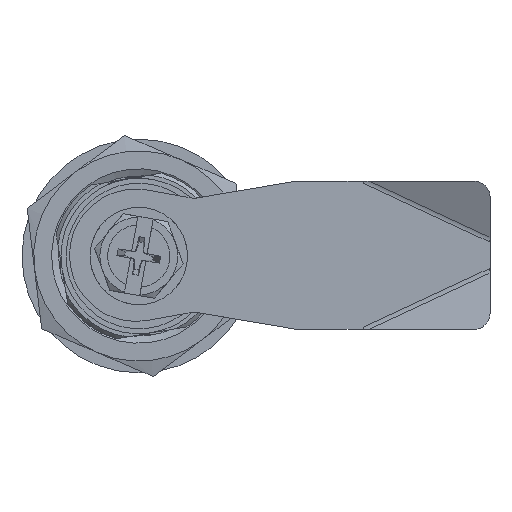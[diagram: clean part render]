
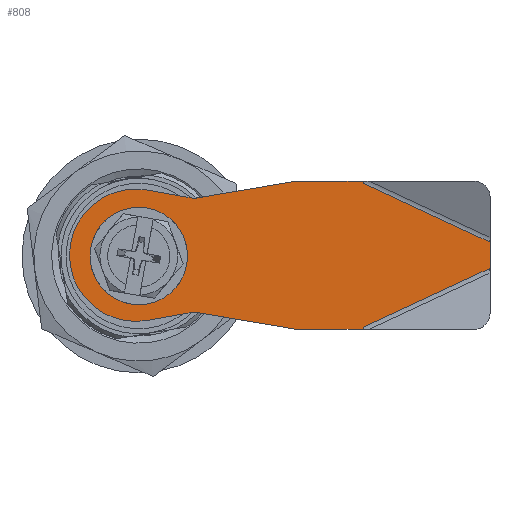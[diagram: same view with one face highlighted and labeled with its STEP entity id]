
A CAD part, front view. The second image highlights one B-rep face of the part: STEP entity #808.
In plain terms, the highlighted planar face has unit normal (0, -1, 0).
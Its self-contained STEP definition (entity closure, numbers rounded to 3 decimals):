
#808=ADVANCED_FACE('',(#1590,#1591),#1592,.T.);
#1590=FACE_OUTER_BOUND('',#3526,.T.);
#1591=FACE_BOUND('',#3527,.T.);
#1592=PLANE('',#3528);
#3526=EDGE_LOOP('',(#6558,#6559,#6560,#6561,#6562,#6563,#6564,#6565,#6566,#6567,#6568,#6569,#6570,#6571));
#3527=EDGE_LOOP('',(#6572,#6573,#6574,#6575,#6576,#6577,#6578,#6579));
#3528=AXIS2_PLACEMENT_3D('',#6580,#6581,#6582);
#6558=ORIENTED_EDGE('',*,*,#7666,.T.);
#6559=ORIENTED_EDGE('',*,*,#7629,.F.);
#6560=ORIENTED_EDGE('',*,*,#7667,.F.);
#6561=ORIENTED_EDGE('',*,*,#7622,.F.);
#6562=ORIENTED_EDGE('',*,*,#7668,.T.);
#6563=ORIENTED_EDGE('',*,*,#7660,.F.);
#6564=ORIENTED_EDGE('',*,*,#7669,.F.);
#6565=ORIENTED_EDGE('',*,*,#7670,.F.);
#6566=ORIENTED_EDGE('',*,*,#7671,.T.);
#6567=ORIENTED_EDGE('',*,*,#7672,.T.);
#6568=ORIENTED_EDGE('',*,*,#7673,.T.);
#6569=ORIENTED_EDGE('',*,*,#7674,.T.);
#6570=ORIENTED_EDGE('',*,*,#7675,.T.);
#6571=ORIENTED_EDGE('',*,*,#7676,.T.);
#6572=ORIENTED_EDGE('',*,*,#7662,.T.);
#6573=ORIENTED_EDGE('',*,*,#7634,.T.);
#6574=ORIENTED_EDGE('',*,*,#7677,.T.);
#6575=ORIENTED_EDGE('',*,*,#7630,.T.);
#6576=ORIENTED_EDGE('',*,*,#7678,.T.);
#6577=ORIENTED_EDGE('',*,*,#7655,.T.);
#6578=ORIENTED_EDGE('',*,*,#7640,.T.);
#6579=ORIENTED_EDGE('',*,*,#7679,.T.);
#6580=CARTESIAN_POINT('',(43.1,-35.7,-7.4));
#6581=DIRECTION('',(0.0,-1.0,0.));
#6582=DIRECTION('',(0.0,0.,-1.0));
#7622=EDGE_CURVE('',#9127,#9130,#9131,.T.);
#7629=EDGE_CURVE('',#9142,#9140,#9144,.T.);
#7630=EDGE_CURVE('',#9145,#9146,#9147,.T.);
#7634=EDGE_CURVE('',#9153,#9154,#9155,.T.);
#7640=EDGE_CURVE('',#9166,#9164,#9167,.T.);
#7655=EDGE_CURVE('',#9194,#9166,#9195,.T.);
#7660=EDGE_CURVE('',#9202,#9200,#9204,.T.);
#7662=EDGE_CURVE('',#9207,#9153,#9208,.T.);
#7666=EDGE_CURVE('',#9213,#9140,#9214,.T.);
#7667=EDGE_CURVE('',#9130,#9142,#9215,.T.);
#7668=EDGE_CURVE('',#9127,#9200,#9216,.T.);
#7669=EDGE_CURVE('',#9217,#9202,#9218,.T.);
#7670=EDGE_CURVE('',#9219,#9217,#9220,.T.);
#7671=EDGE_CURVE('',#9219,#9221,#9222,.T.);
#7672=EDGE_CURVE('',#9221,#9223,#9224,.T.);
#7673=EDGE_CURVE('',#9223,#9225,#9226,.T.);
#7674=EDGE_CURVE('',#9225,#9227,#9228,.T.);
#7675=EDGE_CURVE('',#9227,#9229,#9230,.T.);
#7676=EDGE_CURVE('',#9229,#9213,#9231,.T.);
#7677=EDGE_CURVE('',#9154,#9145,#9232,.T.);
#7678=EDGE_CURVE('',#9146,#9194,#9233,.T.);
#7679=EDGE_CURVE('',#9164,#9207,#9234,.T.);
#9127=VERTEX_POINT('',#12593);
#9130=VERTEX_POINT('',#12597);
#9131=LINE('',#12598,#12599);
#9140=VERTEX_POINT('',#12610);
#9142=VERTEX_POINT('',#12613);
#9144=LINE('',#12615,#12616);
#9145=VERTEX_POINT('',#12617);
#9146=VERTEX_POINT('',#12618);
#9147=CIRCLE('',#12619,1.);
#9153=VERTEX_POINT('',#12627);
#9154=VERTEX_POINT('',#12628);
#9155=CIRCLE('',#12629,1.);
#9164=VERTEX_POINT('',#12641);
#9166=VERTEX_POINT('',#12644);
#9167=LINE('',#12645,#12646);
#9194=VERTEX_POINT('',#12681);
#9195=CIRCLE('',#12682,1.);
#9200=VERTEX_POINT('',#12688);
#9202=VERTEX_POINT('',#12691);
#9204=LINE('',#12693,#12694);
#9207=VERTEX_POINT('',#12698);
#9208=LINE('',#12699,#12700);
#9213=VERTEX_POINT('',#12708);
#9214=LINE('',#12709,#12710);
#9215=LINE('',#12711,#12712);
#9216=LINE('',#12713,#12714);
#9217=VERTEX_POINT('',#12715);
#9218=LINE('',#12716,#12717);
#9219=VERTEX_POINT('',#12718);
#9220=LINE('',#12719,#12720);
#9221=VERTEX_POINT('',#12721);
#9222=LINE('',#12722,#12723);
#9223=VERTEX_POINT('',#12724);
#9224=LINE('',#12725,#12726);
#9225=VERTEX_POINT('',#12727);
#9226=LINE('',#12728,#12729);
#9227=VERTEX_POINT('',#12730);
#9228=CIRCLE('',#12731,8.5);
#9229=VERTEX_POINT('',#12732);
#9230=LINE('',#12733,#12734);
#9231=LINE('',#12735,#12736);
#9232=LINE('',#12737,#12738);
#9233=LINE('',#12739,#12740);
#9234=CIRCLE('',#12741,1.);
#12593=CARTESIAN_POINT('',(45.1,-35.7,-1.9));
#12597=CARTESIAN_POINT('',(44.977,-35.7,-1.634));
#12598=CARTESIAN_POINT('',(46.846,-35.7,-5.661));
#12599=VECTOR('',#14007,1.0);
#12610=CARTESIAN_POINT('',(28.946,-35.7,-9.4));
#12613=CARTESIAN_POINT('',(28.823,-35.7,-9.134));
#12615=CARTESIAN_POINT('',(30.692,-35.7,-13.161));
#12616=VECTOR('',#14020,1.0);
#12617=CARTESIAN_POINT('',(-2.95,-35.7,-3.95));
#12618=CARTESIAN_POINT('',(-3.95,-35.7,-2.95));
#12619=AXIS2_PLACEMENT_3D('',#14021,#14022,#14023);
#12627=CARTESIAN_POINT('',(4.15,-35.7,-2.95));
#12628=CARTESIAN_POINT('',(3.15,-35.7,-3.95));
#12629=AXIS2_PLACEMENT_3D('',#14029,#14030,#14031);
#12641=CARTESIAN_POINT('',(3.15,-35.7,4.15));
#12644=CARTESIAN_POINT('',(-2.95,-35.7,4.15));
#12645=CARTESIAN_POINT('',(43.1,-35.7,4.15));
#12646=VECTOR('',#14039,1.0);
#12681=CARTESIAN_POINT('',(-3.95,-35.7,3.15));
#12682=AXIS2_PLACEMENT_3D('',#14066,#14067,#14068);
#12688=CARTESIAN_POINT('',(45.1,-35.7,2.1));
#12691=CARTESIAN_POINT('',(44.977,-35.7,1.834));
#12693=CARTESIAN_POINT('',(41.117,-35.7,-6.479));
#12694=VECTOR('',#14077,1.0);
#12698=CARTESIAN_POINT('',(4.15,-35.7,3.15));
#12699=CARTESIAN_POINT('',(4.15,-35.7,-7.4));
#12700=VECTOR('',#14079,1.0);
#12708=CARTESIAN_POINT('',(20.1,-35.7,-9.4));
#12709=CARTESIAN_POINT('',(43.1,-35.7,-9.4));
#12710=VECTOR('',#14083,1.0);
#12711=CARTESIAN_POINT('',(28.823,-35.7,-9.134));
#12712=VECTOR('',#14084,1.0);
#12713=CARTESIAN_POINT('',(45.1,-35.7,-7.4));
#12714=VECTOR('',#14085,1.0);
#12715=CARTESIAN_POINT('',(28.823,-35.7,9.334));
#12716=CARTESIAN_POINT('',(44.977,-35.7,1.834));
#12717=VECTOR('',#14086,1.0);
#12718=CARTESIAN_POINT('',(28.946,-35.7,9.6));
#12719=CARTESIAN_POINT('',(24.963,-35.7,1.021));
#12720=VECTOR('',#14087,1.0);
#12721=CARTESIAN_POINT('',(20.1,-35.7,9.6));
#12722=CARTESIAN_POINT('',(43.1,-35.7,9.6));
#12723=VECTOR('',#14088,1.0);
#12724=CARTESIAN_POINT('',(7.1,-35.7,7.4));
#12725=CARTESIAN_POINT('',(20.1,-35.7,9.6));
#12726=VECTOR('',#14089,1.0);
#12727=CARTESIAN_POINT('',(1.088,-35.7,8.469));
#12728=CARTESIAN_POINT('',(7.1,-35.7,7.4));
#12729=VECTOR('',#14090,1.0);
#12730=CARTESIAN_POINT('',(1.088,-35.7,-8.269));
#12731=AXIS2_PLACEMENT_3D('',#14091,#14092,#14093);
#12732=CARTESIAN_POINT('',(7.1,-35.7,-7.2));
#12733=CARTESIAN_POINT('',(1.088,-35.7,-8.269));
#12734=VECTOR('',#14094,1.0);
#12735=CARTESIAN_POINT('',(7.1,-35.7,-7.2));
#12736=VECTOR('',#14095,1.0);
#12737=CARTESIAN_POINT('',(43.1,-35.7,-3.95));
#12738=VECTOR('',#14096,1.0);
#12739=CARTESIAN_POINT('',(-3.95,-35.7,-7.4));
#12740=VECTOR('',#14097,1.0);
#12741=AXIS2_PLACEMENT_3D('',#14098,#14099,#14100);
#14007=DIRECTION('',(-0.421,0.,0.907));
#14020=DIRECTION('',(0.421,0.,-0.907));
#14021=CARTESIAN_POINT('',(-2.95,-35.7,-2.95));
#14022=DIRECTION('',(0.0,1.0,0.));
#14023=DIRECTION('',(-1.0,0.0,0.0));
#14029=CARTESIAN_POINT('',(3.15,-35.7,-2.95));
#14030=DIRECTION('',(0.0,1.0,0.));
#14031=DIRECTION('',(-1.0,0.0,0.0));
#14039=DIRECTION('',(1.0,0.0,0.0));
#14066=CARTESIAN_POINT('',(-2.95,-35.7,3.15));
#14067=DIRECTION('',(0.0,1.0,0.));
#14068=DIRECTION('',(-1.0,0.0,0.0));
#14077=DIRECTION('',(0.421,0.,0.907));
#14079=DIRECTION('',(0.0,0.,-1.0));
#14083=DIRECTION('',(1.0,0.0,0.0));
#14084=DIRECTION('',(-0.907,0.,-0.421));
#14085=DIRECTION('',(0.0,0.,1.0));
#14086=DIRECTION('',(0.907,0.,-0.421));
#14087=DIRECTION('',(-0.421,0.,-0.907));
#14088=DIRECTION('',(-1.0,0.0,0.0));
#14089=DIRECTION('',(-0.986,0.,-0.167));
#14090=DIRECTION('',(-0.985,0.,0.175));
#14091=CARTESIAN_POINT('',(-0.4,-35.7,0.1));
#14092=DIRECTION('',(-0.0,-1.0,0.));
#14093=DIRECTION('',(-1.0,0.0,0.0));
#14094=DIRECTION('',(0.985,0.,0.175));
#14095=DIRECTION('',(0.986,0.,-0.167));
#14096=DIRECTION('',(-1.0,0.0,0.0));
#14097=DIRECTION('',(0.0,0.,1.0));
#14098=CARTESIAN_POINT('',(3.15,-35.7,3.15));
#14099=DIRECTION('',(0.0,1.0,0.));
#14100=DIRECTION('',(-1.0,0.0,0.0));
